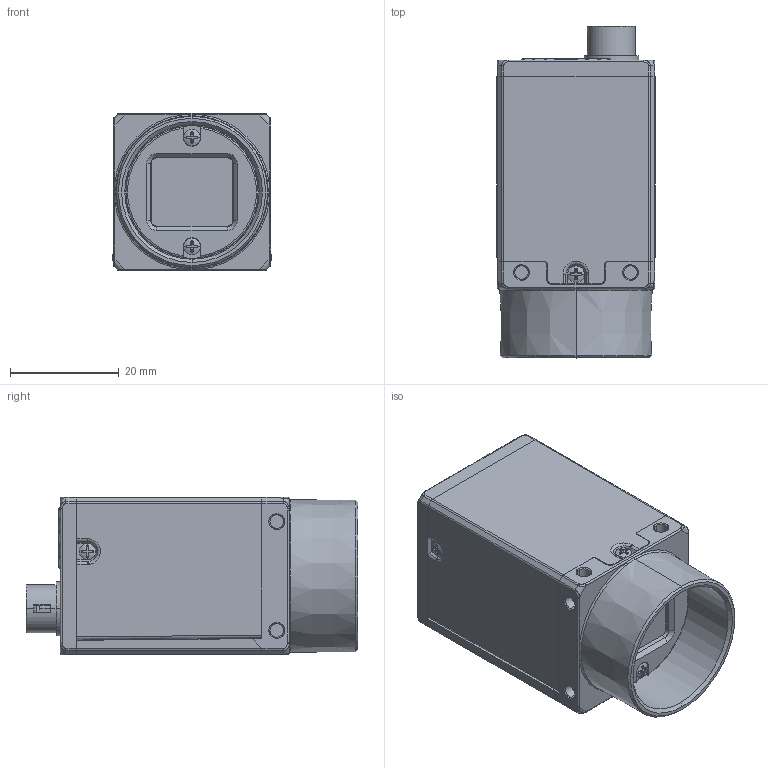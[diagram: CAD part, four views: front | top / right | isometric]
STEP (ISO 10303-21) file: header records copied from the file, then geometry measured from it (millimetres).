
FILE_DESCRIPTION(('STEP AP214'),'1');
FILE_NAME('EG_type-2(GigE).stp','2022-12-02T09:38:48',(' '),(' '),'Spatial InterOp 3D',' ',' ');
FILE_SCHEMA(('AUTOMOTIVE_DESIGN { 1 0 10303 214 1 1 1 1 }'));
Length unit declared in the file: metre
Products named in the file (2): EG_type-2(GigE); Component1
Assembly tree (1 placements, depth 2):
  EG_type-2(GigE)
    Component1
Bounding box: 29.03 x 60.94 x 29 mm (x, y, z)
Volume: 35935 mm3; surface area: 15341.6 mm2
Topology: 1 solids, 1 shells, 1854 faces, 4983 edges, 3120 vertices
Faces by surface type: plane 694, cylinder 539, bspline 238, cone 230, torus 133, sphere 20
Entity records: 82140 total; most frequent: CARTESIAN_POINT 36308, ORIENTED_EDGE 9958, DIRECTION 9275, EDGE_CURVE 4979, AXIS2_PLACEMENT_3D 3346, VERTEX_POINT 3120, LINE 2583, VECTOR 2583
